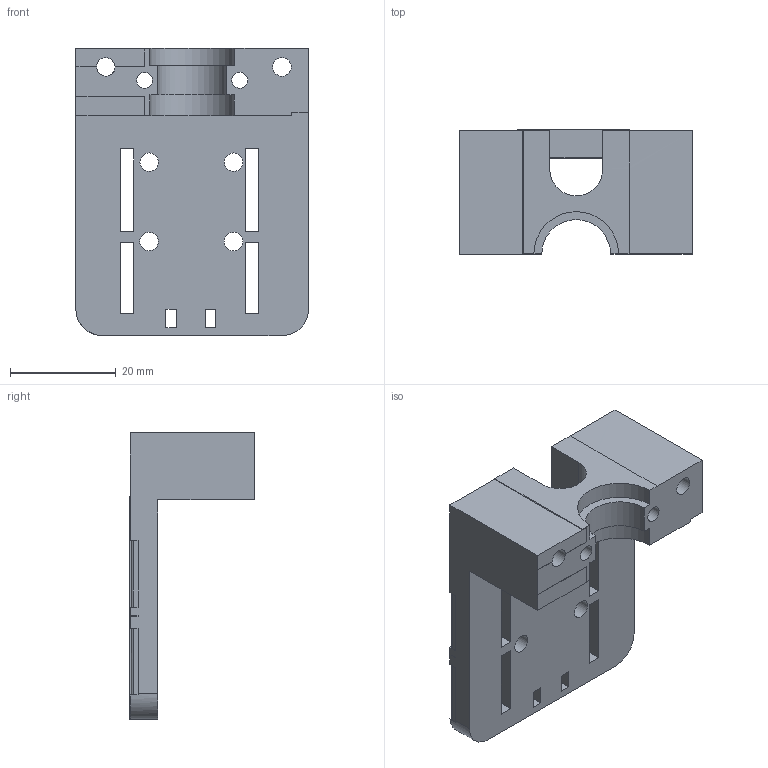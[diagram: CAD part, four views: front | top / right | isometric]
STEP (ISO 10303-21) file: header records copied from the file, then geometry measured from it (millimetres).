
FILE_DESCRIPTION(/* description */ ('STEP AP242','CAx-IF Rec.Pracs.---Representation and Presentation of Product Manufacturing Information (PMI)---4.0---2014-10-13','CAx-IF Rec.Pracs.---3D Tessellated Geometry---0.4---2014-09-14','2;1'),/* implementation_level */ '2;1');
FILE_NAME(/* name */ '6680c5b5c52aac4be03f01f3',/* time_stamp */ '2024-06-30T02:40:54Z',/* author */ (''),/* organization */ (''),/* preprocessor_version */ 'ST-DEVELOPER v20',/* originating_system */ ' ',/* authorisation */ ' ');
FILE_SCHEMA (('AP242_MANAGED_MODEL_BASED_3D_ENGINEERING_MIM_LF { 1 0 10303 442 1 1 4 }'));
Length unit declared in the file: metre
Products named in the file (1): Back_belt_plate
Bounding box: 44.07 x 23.56 x 54.3 mm (x, y, z)
Volume: 17904 mm3; surface area: 10082.1 mm2
Topology: 1 solids, 1 shells, 214 faces, 666 edges, 447 vertices
Faces by surface type: plane 164, cylinder 50
Full cylindrical faces by diameter (mm): 3 x2, 3.5 x6
Entity records: 7395 total; most frequent: CARTESIAN_POINT 1322, ORIENTED_EDGE 1312, DIRECTION 1191, EDGE_CURVE 656, LINE 547, VECTOR 547, VERTEX_POINT 445, AXIS2_PLACEMENT_3D 322
